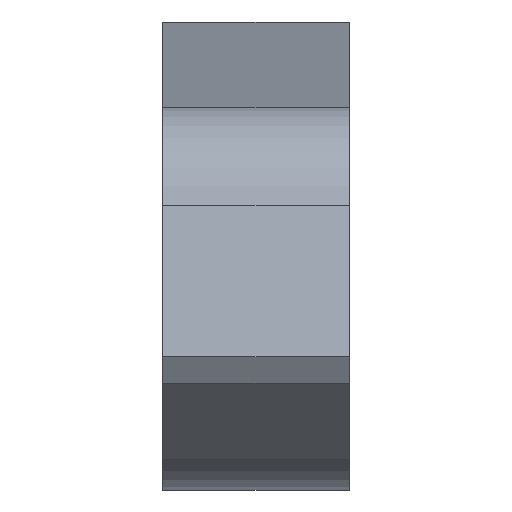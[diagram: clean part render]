
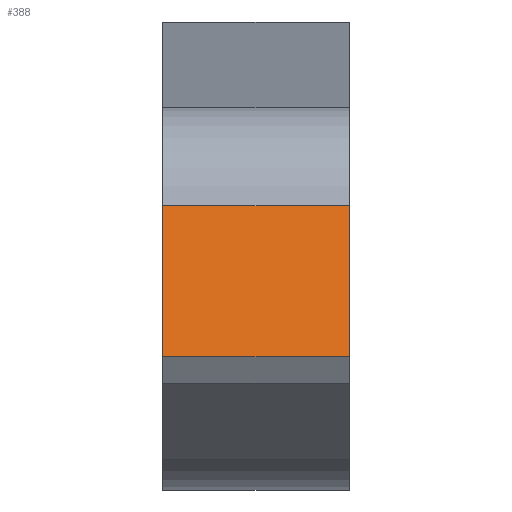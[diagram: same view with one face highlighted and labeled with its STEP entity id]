
A CAD part, top view. The second image highlights one B-rep face of the part: STEP entity #388.
In plain terms, the highlighted planar face has unit normal (0, 0.208, 0.978).
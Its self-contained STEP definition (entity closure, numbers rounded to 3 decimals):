
#28=PLANE('',#437);
#45=FACE_OUTER_BOUND('',#68,.T.);
#68=EDGE_LOOP('',(#324,#325,#326,#327));
#89=LINE('',#600,#125);
#96=LINE('',#618,#132);
#106=LINE('',#650,#142);
#107=LINE('',#652,#143);
#125=VECTOR('',#482,10.);
#132=VECTOR('',#497,10.);
#142=VECTOR('',#533,10.);
#143=VECTOR('',#536,10.);
#180=VERTEX_POINT('',#593);
#183=VERTEX_POINT('',#598);
#190=VERTEX_POINT('',#616);
#199=VERTEX_POINT('',#648);
#221=EDGE_CURVE('',#183,#180,#89,.T.);
#231=EDGE_CURVE('',#190,#183,#96,.T.);
#247=EDGE_CURVE('',#190,#199,#106,.T.);
#248=EDGE_CURVE('',#180,#199,#107,.T.);
#324=ORIENTED_EDGE('',*,*,#221,.F.);
#325=ORIENTED_EDGE('',*,*,#231,.F.);
#326=ORIENTED_EDGE('',*,*,#247,.T.);
#327=ORIENTED_EDGE('',*,*,#248,.F.);
#388=ADVANCED_FACE('',(#45),#28,.T.);
#437=AXIS2_PLACEMENT_3D('',#651,#534,#535);
#482=DIRECTION('',(1.,0.,0.));
#497=DIRECTION('',(0.,0.978,-0.208));
#533=DIRECTION('',(1.,0.,0.));
#534=DIRECTION('center_axis',(0.,0.208,0.978));
#535=DIRECTION('ref_axis',(0.,-0.978,0.208));
#536=DIRECTION('',(0.,-0.978,0.208));
#593=CARTESIAN_POINT('',(15.,10.038,129.684));
#598=CARTESIAN_POINT('',(0.,10.038,129.684));
#600=CARTESIAN_POINT('',(0.,10.038,129.684));
#616=CARTESIAN_POINT('',(0.,-2.159,132.276));
#618=CARTESIAN_POINT('',(0.,-2.159,132.276));
#648=CARTESIAN_POINT('',(15.,-2.159,132.276));
#650=CARTESIAN_POINT('',(0.,-2.159,132.276));
#651=CARTESIAN_POINT('Origin',(0.,17.404,128.118));
#652=CARTESIAN_POINT('',(15.,-2.159,132.276));
